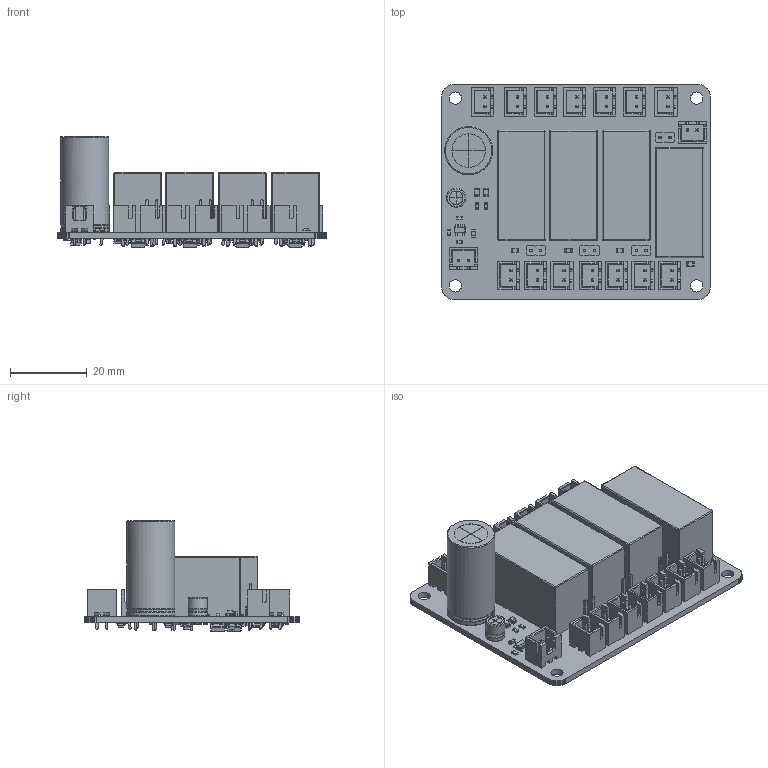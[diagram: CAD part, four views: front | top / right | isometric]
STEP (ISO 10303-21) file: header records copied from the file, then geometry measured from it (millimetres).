
FILE_DESCRIPTION(('KiCad electronic assembly'),'2;1');
FILE_NAME('SDC 2.step','2025-02-03T22:08:56',('Pcbnew'),('Kicad'), 'Open CASCADE STEP processor 7.7','KiCad to STEP converter','Unknown' );
FILE_SCHEMA(('AUTOMOTIVE_DESIGN { 1 0 10303 214 1 1 1 1 }'));
Length unit declared in the file: millimetre
Products named in the file (30): SDC 2 1; JST_XH_B2B-XH-A_1x02_P2.50mm_Vertical; JST_B2B_XH_A; LED_0805_2012Metric; SOT-23-5; SOT_23_5; C_0603_1608Metric; PinHeader_1x02_P2.54mm_Vertical; PinHeader_1x02_P254mm_Vertical; Relay_DPDT_Omron_G2RL; R_0603_1608Metric; C_Radial_D12.5mm_H25.0mm_P5.00mm; C_Radial_D125mm_H250mm_P500mm; C_0805_2012Metric; C_Radial_D5.0mm_H5.0mm_P2.00mm; C_Radial_D50mm_H50mm_P200mm; SOT-23; SOT_23; D_SOD-123; D_SOD_123; SOP-4_3.8x4.1mm_P2.54mm; SOP_4_38x41mm_P254mm; D_SOD-323F; D_SOD_323F; _autosave-SDC 2 PCB
Assembly tree (112 placements, depth 3):
  SDC 2 1
    JST_XH_B2B-XH-A_1x02_P2.50mm_Vertical  x16
      JST_B2B_XH_A
    LED_0805_2012Metric  x6
      LED_0805_2012Metric
    SOT-23-5  x5
      SOT_23_5
    C_0603_1608Metric  x8
      C_0603_1608Metric
    PinHeader_1x02_P2.54mm_Vertical  x4
      PinHeader_1x02_P254mm_Vertical
    Relay_DPDT_Omron_G2RL  x4
      Relay_DPDT_Omron_G2RL
    R_0603_1608Metric  x34
      R_0603_1608Metric
    C_Radial_D12.5mm_H25.0mm_P5.00mm
      C_Radial_D125mm_H250mm_P500mm
    C_0805_2012Metric  x2
      C_0805_2012Metric
    C_Radial_D5.0mm_H5.0mm_P2.00mm
      C_Radial_D50mm_H50mm_P200mm
    SOT-23  x6
      SOT_23
    D_SOD-123  x2
      D_SOD_123
    SOP-4_3.8x4.1mm_P2.54mm  x4
      SOP_4_38x41mm_P254mm
    D_SOD-323F  x4
      D_SOD_323F
    _autosave-SDC 2 PCB
Bounding box: 70 x 56 x 28.8 mm (x, y, z)
Volume: 34761.5 mm3; surface area: 25938.4 mm2
Topology: 98 solids, 100 shells, 5281 faces, 13447 edges, 8506 vertices
Faces by surface type: plane 3738, cylinder 1006, bspline 515, sphere 16, revolution 4, torus 2
Full cylindrical faces by diameter (mm): 0.4 x2, 0.5 x4, 0.6 x4, 0.8 x10, 1 x32, 1.3 x24, 3.2 x4, 3.5 x3, 5 x2, 8.75 x3, 12.5 x2
Entity records: 67716 total; most frequent: CARTESIAN_POINT 14281, DIRECTION 8627, LINE 5739, VECTOR 5739, ORIENTED_EDGE 4692, PCURVE 4692, DEFINITIONAL_REPRESENTATION 4692, EDGE_CURVE 2346
